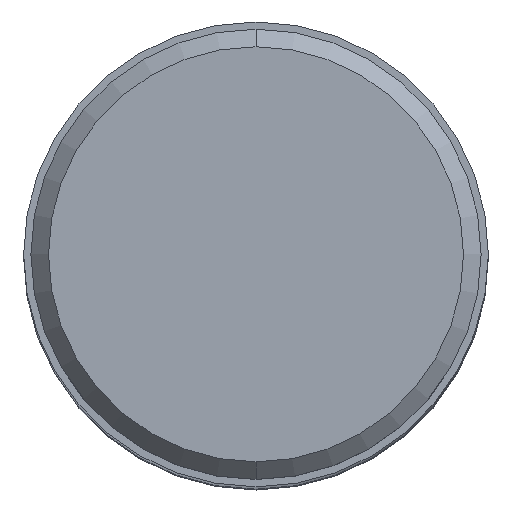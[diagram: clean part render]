
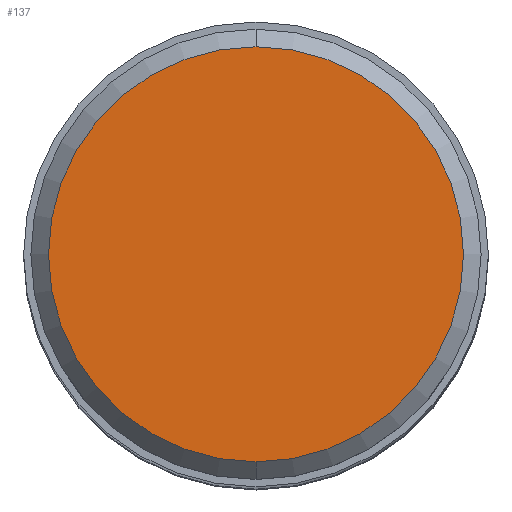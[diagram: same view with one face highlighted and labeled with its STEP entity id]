
A CAD part, top view. The second image highlights one B-rep face of the part: STEP entity #137.
In plain terms, the highlighted planar face has unit normal (0, 0, 1).
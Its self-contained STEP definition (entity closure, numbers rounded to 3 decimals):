
#34=PLANE('',#1013);
#137=ADVANCED_FACE('',(#194),#34,.F.);
#194=FACE_OUTER_BOUND('',#246,.T.);
#246=EDGE_LOOP('',(#430,#431));
#430=ORIENTED_EDGE('',*,*,#642,.T.);
#431=ORIENTED_EDGE('',*,*,#643,.T.);
#539=VERTEX_POINT('',#2374);
#540=VERTEX_POINT('',#2375);
#642=EDGE_CURVE('',#539,#540,#764,.T.);
#643=EDGE_CURVE('',#540,#539,#765,.T.);
#764=CIRCLE('',#1011,14.175);
#765=CIRCLE('',#1012,14.175);
#1011=AXIS2_PLACEMENT_3D('',#2373,#1239,#1240);
#1012=AXIS2_PLACEMENT_3D('',#2376,#1241,#1242);
#1013=AXIS2_PLACEMENT_3D('',#2377,#1243,#1244);
#1239=DIRECTION('',(0.,0.,1.));
#1240=DIRECTION('',(0.,-1.,0.));
#1241=DIRECTION('',(0.,0.,1.));
#1242=DIRECTION('',(0.,1.,0.));
#1243=DIRECTION('',(0.,0.,-1.));
#1244=DIRECTION('',(-1.,0.,0.));
#2373=CARTESIAN_POINT('',(0.,0.,42.863));
#2374=CARTESIAN_POINT('',(0.,-14.175,42.863));
#2375=CARTESIAN_POINT('',(0.,14.175,42.863));
#2376=CARTESIAN_POINT('',(0.,0.,42.863));
#2377=CARTESIAN_POINT('',(0.,0.,42.863));
